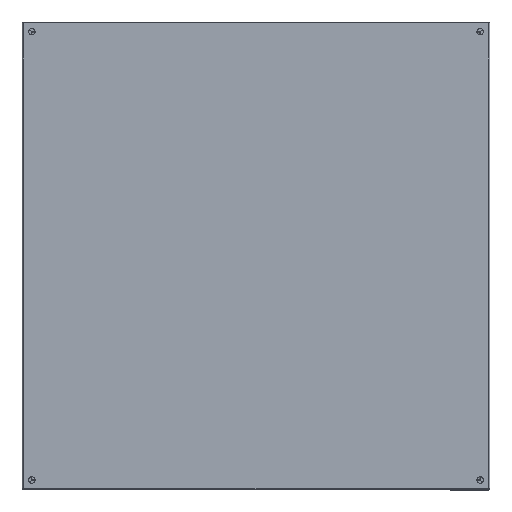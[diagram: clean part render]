
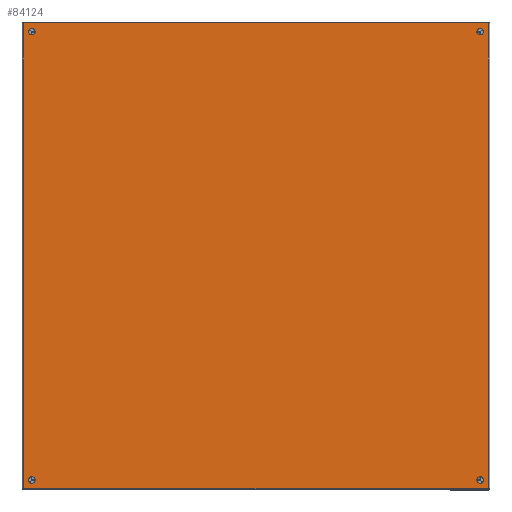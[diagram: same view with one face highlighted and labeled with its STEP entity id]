
A CAD part, top view. The second image highlights one B-rep face of the part: STEP entity #84124.
In plain terms, the highlighted face is planar.
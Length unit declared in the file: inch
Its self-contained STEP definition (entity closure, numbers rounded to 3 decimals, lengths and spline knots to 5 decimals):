
#983 = EDGE_CURVE ( 'NONE', #119106, #58135, #38326, .T. ) ;
#1692 = FACE_BOUND ( 'NONE', #77230, .T. ) ;
#2428 = CIRCLE ( 'NONE', #97199, 0.25 ) ;
#3241 = EDGE_CURVE ( 'NONE', #14684, #86976, #10181, .T. ) ;
#5613 = ORIENTED_EDGE ( 'NONE', *, *, #78497, .T. ) ;
#6842 = CARTESIAN_POINT ( 'NONE',  ( 0., 0.75, 17.25 ) ) ;
#7575 = DIRECTION ( 'NONE',  ( 0., 1., 0. ) ) ;
#9276 = DIRECTION ( 'NONE',  ( 1., 0., 0. ) ) ;
#9334 = CARTESIAN_POINT ( 'NONE',  ( 0., 35.928, 17.928 ) ) ;
#9485 = CIRCLE ( 'NONE', #73374, 0.25 ) ;
#10071 = ORIENTED_EDGE ( 'NONE', *, *, #983, .T. ) ;
#10181 = CIRCLE ( 'NONE', #93327, 0.25 ) ;
#11280 = ORIENTED_EDGE ( 'NONE', *, *, #97371, .F. ) ;
#11311 = CARTESIAN_POINT ( 'NONE',  ( 0., 35.892, 17.928 ) ) ;
#14684 = VERTEX_POINT ( 'NONE', #107276 ) ;
#15241 = AXIS2_PLACEMENT_3D ( 'NONE', #85850, #76715, #59156 ) ;
#16125 = CARTESIAN_POINT ( 'NONE',  ( 0., 0.75, -17. ) ) ;
#16656 = CIRCLE ( 'NONE', #109514, 0.25 ) ;
#16880 = CARTESIAN_POINT ( 'NONE',  ( 0., 0.75, -17.25 ) ) ;
#17192 = DIRECTION ( 'NONE',  ( 0., 0., -1. ) ) ;
#17541 = CARTESIAN_POINT ( 'NONE',  ( 0., 35.25, -17.25 ) ) ;
#18596 = ORIENTED_EDGE ( 'NONE', *, *, #60905, .T. ) ;
#19252 = DIRECTION ( 'NONE',  ( 1., 0., 0. ) ) ;
#19549 = AXIS2_PLACEMENT_3D ( 'NONE', #16880, #19252, #91953 ) ;
#20798 = EDGE_CURVE ( 'NONE', #48154, #102762, #9485, .T. ) ;
#21055 = FACE_OUTER_BOUND ( 'NONE', #57640, .T. ) ;
#21602 = CARTESIAN_POINT ( 'NONE',  ( 0., 0.072, -17.928 ) ) ;
#21934 = CARTESIAN_POINT ( 'NONE',  ( 0., 35.25, 17.25 ) ) ;
#23959 = DIRECTION ( 'NONE',  ( 0., 0., -1. ) ) ;
#26123 = EDGE_CURVE ( 'NONE', #58135, #119106, #109442, .T. ) ;
#26983 = VECTOR ( 'NONE', #7575, 39.37008 ) ;
#27841 = DIRECTION ( 'NONE',  ( 0., 0., -1. ) ) ;
#28223 = CARTESIAN_POINT ( 'NONE',  ( 0., 0.75, -17.25 ) ) ;
#28919 = FACE_BOUND ( 'NONE', #68855, .T. ) ;
#32191 = DIRECTION ( 'NONE',  ( 1., 0., 0. ) ) ;
#36261 = ORIENTED_EDGE ( 'NONE', *, *, #63888, .T. ) ;
#36317 = EDGE_CURVE ( 'NONE', #99584, #94532, #39703, .T. ) ;
#36740 = CARTESIAN_POINT ( 'NONE',  ( 0., 0.75, -17.5 ) ) ;
#37293 = ORIENTED_EDGE ( 'NONE', *, *, #36317, .F. ) ;
#38003 = FACE_BOUND ( 'NONE', #72879, .T. ) ;
#38326 = CIRCLE ( 'NONE', #107994, 0.25 ) ;
#39144 = ORIENTED_EDGE ( 'NONE', *, *, #114714, .T. ) ;
#39703 = LINE ( 'NONE', #68194, #58093 ) ;
#41244 = DIRECTION ( 'NONE',  ( 1., 0., 0. ) ) ;
#44003 = CARTESIAN_POINT ( 'NONE',  ( 0., 35.25, 17. ) ) ;
#44221 = DIRECTION ( 'NONE',  ( 1., 0., 0. ) ) ;
#45322 = DIRECTION ( 'NONE',  ( 1., 0., 0. ) ) ;
#48154 = VERTEX_POINT ( 'NONE', #36740 ) ;
#48302 = FACE_BOUND ( 'NONE', #113871, .T. ) ;
#48764 = DIRECTION ( 'NONE',  ( 1., 0., 0. ) ) ;
#52964 = VERTEX_POINT ( 'NONE', #44003 ) ;
#53640 = ORIENTED_EDGE ( 'NONE', *, *, #3241, .T. ) ;
#54480 = VERTEX_POINT ( 'NONE', #107625 ) ;
#57640 = EDGE_LOOP ( 'NONE', ( #11280, #36261, #37293, #5613 ) ) ;
#58093 = VECTOR ( 'NONE', #76637, 39.37008 ) ;
#58135 = VERTEX_POINT ( 'NONE', #111978 ) ;
#59056 = VECTOR ( 'NONE', #23959, 39.37008 ) ;
#59156 = DIRECTION ( 'NONE',  ( 0., 0., -1. ) ) ;
#59437 = DIRECTION ( 'NONE',  ( 0., 0., -1. ) ) ;
#60618 = CARTESIAN_POINT ( 'NONE',  ( 0., 35.25, -17.5 ) ) ;
#60741 = DIRECTION ( 'NONE',  ( 0., 0., -1. ) ) ;
#60905 = EDGE_CURVE ( 'NONE', #86976, #14684, #16656, .T. ) ;
#63888 = EDGE_CURVE ( 'NONE', #104086, #94532, #90528, .T. ) ;
#64416 = CARTESIAN_POINT ( 'NONE',  ( 0., 0.75, 17.25 ) ) ;
#64487 = CARTESIAN_POINT ( 'NONE',  ( 0., 0.108, -17.928 ) ) ;
#64996 = AXIS2_PLACEMENT_3D ( 'NONE', #6842, #90404, #60741 ) ;
#65692 = AXIS2_PLACEMENT_3D ( 'NONE', #115169, #32191, #69175 ) ;
#68194 = CARTESIAN_POINT ( 'NONE',  ( 0., 35.892, 17.928 ) ) ;
#68270 = PLANE ( 'NONE',  #15241 ) ;
#68513 = ORIENTED_EDGE ( 'NONE', *, *, #114848, .T. ) ;
#68855 = EDGE_LOOP ( 'NONE', ( #18596, #53640 ) ) ;
#69175 = DIRECTION ( 'NONE',  ( 0., 0., -1. ) ) ;
#69420 = DIRECTION ( 'NONE',  ( 0., -1., 0. ) ) ;
#71506 = CIRCLE ( 'NONE', #65692, 0.25 ) ;
#72879 = EDGE_LOOP ( 'NONE', ( #39144, #95386 ) ) ;
#72907 = VERTEX_POINT ( 'NONE', #64487 ) ;
#73374 = AXIS2_PLACEMENT_3D ( 'NONE', #28223, #48764, #85714 ) ;
#74400 = VECTOR ( 'NONE', #69420, 39.37008 ) ;
#76637 = DIRECTION ( 'NONE',  ( 0., 0., 1. ) ) ;
#76715 = DIRECTION ( 'NONE',  ( 1., 0., 0. ) ) ;
#77230 = EDGE_LOOP ( 'NONE', ( #92856, #68513 ) ) ;
#78497 = EDGE_CURVE ( 'NONE', #99584, #72907, #97275, .T. ) ;
#81097 = CARTESIAN_POINT ( 'NONE',  ( 0., 35.25, -17.25 ) ) ;
#82884 = DIRECTION ( 'NONE',  ( 0., 0., -1. ) ) ;
#84124 = ADVANCED_FACE ( 'NONE', ( #21055, #28919, #38003, #1692, #48302 ), #68270, .F. ) ;
#85714 = DIRECTION ( 'NONE',  ( 0., 0., -1. ) ) ;
#85850 = CARTESIAN_POINT ( 'NONE',  ( 0., 0.072, -17.928 ) ) ;
#86001 = CARTESIAN_POINT ( 'NONE',  ( 0., 0.75, 17. ) ) ;
#86976 = VERTEX_POINT ( 'NONE', #60618 ) ;
#87542 = CARTESIAN_POINT ( 'NONE',  ( 0., 0.108, 17.928 ) ) ;
#90404 = DIRECTION ( 'NONE',  ( 1., 0., 0. ) ) ;
#90528 = LINE ( 'NONE', #9334, #26983 ) ;
#91953 = DIRECTION ( 'NONE',  ( 0., 0., -1. ) ) ;
#92856 = ORIENTED_EDGE ( 'NONE', *, *, #20798, .T. ) ;
#93043 = CIRCLE ( 'NONE', #19549, 0.25 ) ;
#93327 = AXIS2_PLACEMENT_3D ( 'NONE', #17541, #44221, #27841 ) ;
#94532 = VERTEX_POINT ( 'NONE', #11311 ) ;
#95386 = ORIENTED_EDGE ( 'NONE', *, *, #107325, .T. ) ;
#96028 = CARTESIAN_POINT ( 'NONE',  ( 0., 0.108, -17.928 ) ) ;
#97199 = AXIS2_PLACEMENT_3D ( 'NONE', #21934, #41244, #59437 ) ;
#97275 = LINE ( 'NONE', #21602, #74400 ) ;
#97371 = EDGE_CURVE ( 'NONE', #104086, #72907, #98430, .T. ) ;
#98178 = CARTESIAN_POINT ( 'NONE',  ( 0., 35.892, -17.928 ) ) ;
#98430 = LINE ( 'NONE', #96028, #59056 ) ;
#99584 = VERTEX_POINT ( 'NONE', #98178 ) ;
#102762 = VERTEX_POINT ( 'NONE', #16125 ) ;
#104086 = VERTEX_POINT ( 'NONE', #87542 ) ;
#107276 = CARTESIAN_POINT ( 'NONE',  ( 0., 35.25, -17. ) ) ;
#107325 = EDGE_CURVE ( 'NONE', #54480, #52964, #2428, .T. ) ;
#107625 = CARTESIAN_POINT ( 'NONE',  ( 0., 35.25, 17.5 ) ) ;
#107994 = AXIS2_PLACEMENT_3D ( 'NONE', #64416, #9276, #17192 ) ;
#109442 = CIRCLE ( 'NONE', #64996, 0.25 ) ;
#109514 = AXIS2_PLACEMENT_3D ( 'NONE', #81097, #45322, #82884 ) ;
#111978 = CARTESIAN_POINT ( 'NONE',  ( 0., 0.75, 17.5 ) ) ;
#112124 = ORIENTED_EDGE ( 'NONE', *, *, #26123, .T. ) ;
#113871 = EDGE_LOOP ( 'NONE', ( #10071, #112124 ) ) ;
#114714 = EDGE_CURVE ( 'NONE', #52964, #54480, #71506, .T. ) ;
#114848 = EDGE_CURVE ( 'NONE', #102762, #48154, #93043, .T. ) ;
#115169 = CARTESIAN_POINT ( 'NONE',  ( 0., 35.25, 17.25 ) ) ;
#119106 = VERTEX_POINT ( 'NONE', #86001 ) ;
